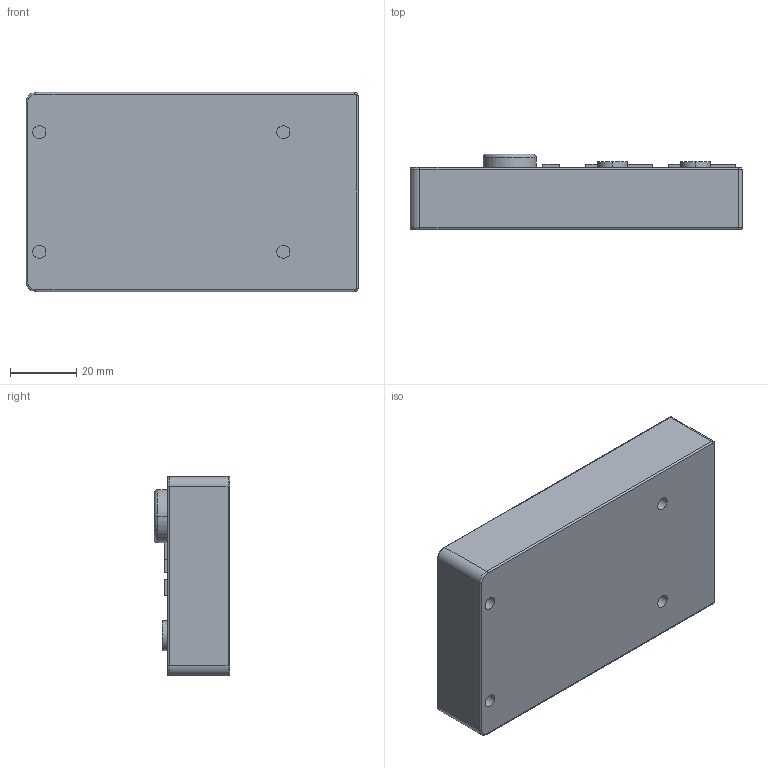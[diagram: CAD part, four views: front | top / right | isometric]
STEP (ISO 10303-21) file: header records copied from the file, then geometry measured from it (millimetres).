
FILE_DESCRIPTION((''),'2;1');
FILE_NAME('G2_D200624B','2005-12-15T',('Pepperl+Fuchs'),('Industriehansa'),'PRO/ENGINEER BY PARAMETRIC TECHNOLOGY CORPORATION, 2005290','PRO/ENGINEER BY PARAMETRIC TECHNOLOGY CORPORATION, 2005290','');
FILE_SCHEMA(('AUTOMOTIVE_DESIGN_CC2 { 1 2 10303 214 -1 1 5 2 }'));
Length unit declared in the file: millimetre
Products named in the file (1): G2_D200624B
Bounding box: 100 x 22.7 x 60 mm (x, y, z)
Volume: 112489.3 mm3; surface area: 20053.9 mm2
Topology: 1 solids, 1 shells, 92 faces, 198 edges, 126 vertices
Faces by surface type: plane 44, cylinder 38, torus 8, bspline 2
Entity records: 3481 total; most frequent: DIRECTION 466, CARTESIAN_POINT 446, ORIENTED_EDGE 396, PRESENTATION_STYLE_ASSIGNMENT 223, STYLED_ITEM 199, CURVE_STYLE 198, EDGE_CURVE 198, AXIS2_PLACEMENT_3D 178
